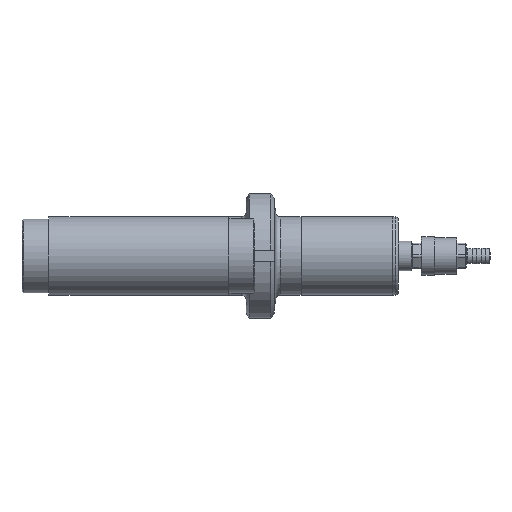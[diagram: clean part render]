
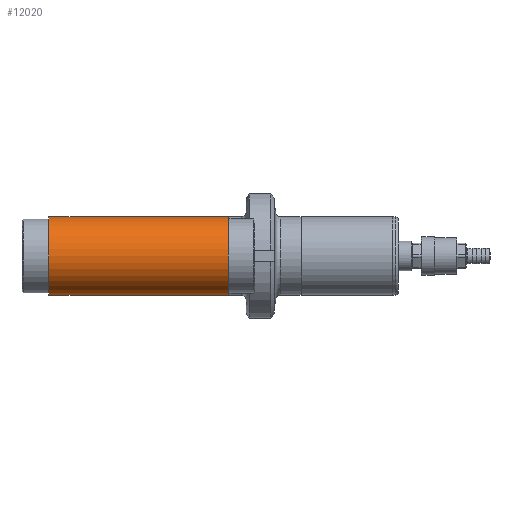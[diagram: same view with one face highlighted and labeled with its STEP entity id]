
A CAD part, left-side view. The second image highlights one B-rep face of the part: STEP entity #12020.
In plain terms, the highlighted cylindrical face has radius 35 mm (diameter 70 mm), a full revolution.
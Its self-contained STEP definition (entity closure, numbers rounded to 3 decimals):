
#3082=ELLIPSE('',#13825,50.931,35.);
#3083=ELLIPSE('',#13826,50.931,35.);
#3095=ORIENTED_EDGE('',*,*,#6582,.T.);
#3096=ORIENTED_EDGE('',*,*,#6583,.F.);
#3097=ORIENTED_EDGE('',*,*,#6584,.T.);
#3098=ORIENTED_EDGE('',*,*,#6585,.T.);
#6582=EDGE_CURVE('',#8326,#8326,#9521,.T.);
#6583=EDGE_CURVE('',#8327,#8327,#9522,.T.);
#6584=EDGE_CURVE('',#8328,#8329,#3082,.T.);
#6585=EDGE_CURVE('',#8329,#8328,#3083,.F.);
#8326=VERTEX_POINT('',#18350);
#8327=VERTEX_POINT('',#18352);
#8328=VERTEX_POINT('',#18354);
#8329=VERTEX_POINT('',#18355);
#9521=CIRCLE('',#13823,35.);
#9522=CIRCLE('',#13824,35.);
#9903=EDGE_LOOP('',(#3095));
#9904=EDGE_LOOP('',(#3096));
#9905=EDGE_LOOP('',(#3097,#3098));
#10866=FACE_BOUND('',#9903,.T.);
#10867=FACE_BOUND('',#9904,.T.);
#10868=FACE_BOUND('',#9905,.T.);
#11826=CYLINDRICAL_SURFACE('',#13822,35.);
#12020=ADVANCED_FACE('',(#10866,#10867,#10868),#11826,.T.);
#13822=AXIS2_PLACEMENT_3D('',#18348,#14987,#14988);
#13823=AXIS2_PLACEMENT_3D('',#18349,#14989,#14990);
#13824=AXIS2_PLACEMENT_3D('',#18351,#14991,#14992);
#13825=AXIS2_PLACEMENT_3D('',#18353,#14993,#14994);
#13826=AXIS2_PLACEMENT_3D('',#18356,#14995,#14996);
#14987=DIRECTION('',(0.,1.,0.));
#14988=DIRECTION('',(0.,0.,1.));
#14989=DIRECTION('',(0.,1.,0.));
#14990=DIRECTION('',(1.,0.,0.));
#14991=DIRECTION('',(0.,1.,0.));
#14992=DIRECTION('',(1.,0.,0.));
#14993=DIRECTION('',(-0.726,-0.687,0.));
#14994=DIRECTION('',(-0.687,0.726,0.));
#14995=DIRECTION('',(0.726,-0.687,0.));
#14996=DIRECTION('',(0.687,0.726,0.));
#18348=CARTESIAN_POINT('',(0.,-160.,0.));
#18349=CARTESIAN_POINT('',(0.,-160.,0.));
#18350=CARTESIAN_POINT('',(35.,-160.,0.));
#18351=CARTESIAN_POINT('',(0.,0.,0.));
#18352=CARTESIAN_POINT('',(35.,0.,0.));
#18353=CARTESIAN_POINT('',(0.,-80.,0.));
#18354=CARTESIAN_POINT('',(0.,-80.,-35.));
#18355=CARTESIAN_POINT('',(0.,-80.,35.));
#18356=CARTESIAN_POINT('',(0.,-80.,0.));
